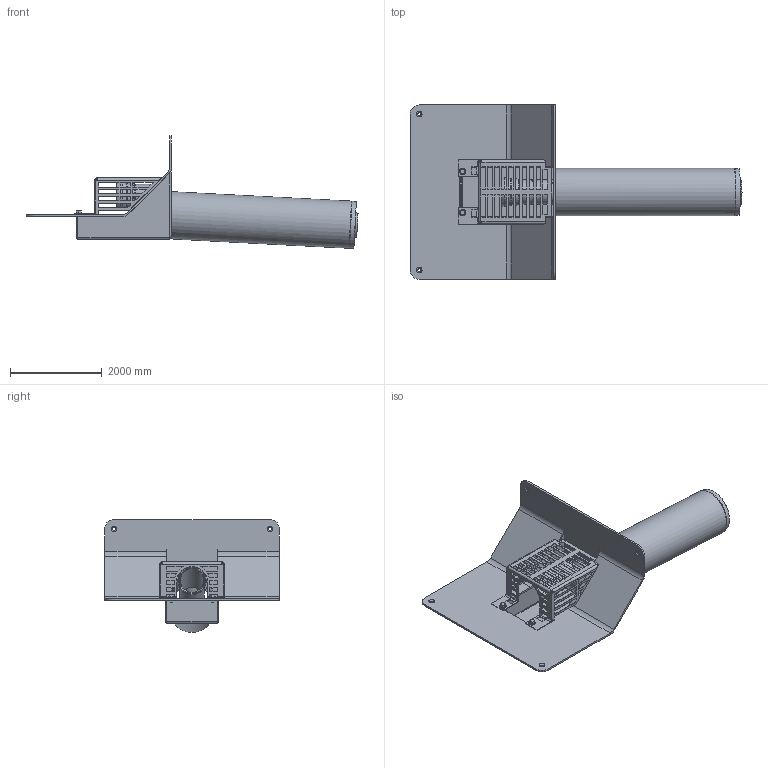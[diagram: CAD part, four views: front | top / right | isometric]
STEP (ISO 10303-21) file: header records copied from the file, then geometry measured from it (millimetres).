
FILE_DESCRIPTION(/* description */ (''),/* implementation_level */ '2;1');
FILE_NAME(/* name */ '13461.100X_3D.stp',/* time_stamp */ '2024-12-11T14:46:33+01:00',/* author */ ('CAD'),/* organization */ (''),/* preprocessor_version */ 'ST-DEVELOPER v20',/* originating_system */ 'AutoCAD Mechanical',/* authorisation */ '');
FILE_SCHEMA (('AUTOMOTIVE_DESIGN { 1 0 10303 214 3 1 1 }'));
Length unit declared in the file: centimetre
Products named in the file (2): Product; *S0
Assembly tree (1 placements, depth 2):
  Product
    *S0
Bounding box: 7234.58 x 3800 x 2454.16 mm (x, y, z)
Volume: 1070266789.9 mm3; surface area: 91773043.5 mm2
Topology: 9 solids, 9 shells, 408 faces, 1155 edges, 750 vertices
Faces by surface type: plane 280, cylinder 73, cone 30, torus 15, bspline 8, sphere 2
Full cylindrical faces by diameter (mm): 50 x2, 60 x2, 66 x4, 90 x2, 510 x3, 530 x3, 558 x1, 578 x1, 598 x1, 618 x1, 1000 x1, 1030 x1
Entity records: 13726 total; most frequent: CARTESIAN_POINT 2826, ORIENTED_EDGE 2306, DIRECTION 2140, EDGE_CURVE 1153, LINE 852, VECTOR 852, VERTEX_POINT 750, AXIS2_PLACEMENT_3D 644
